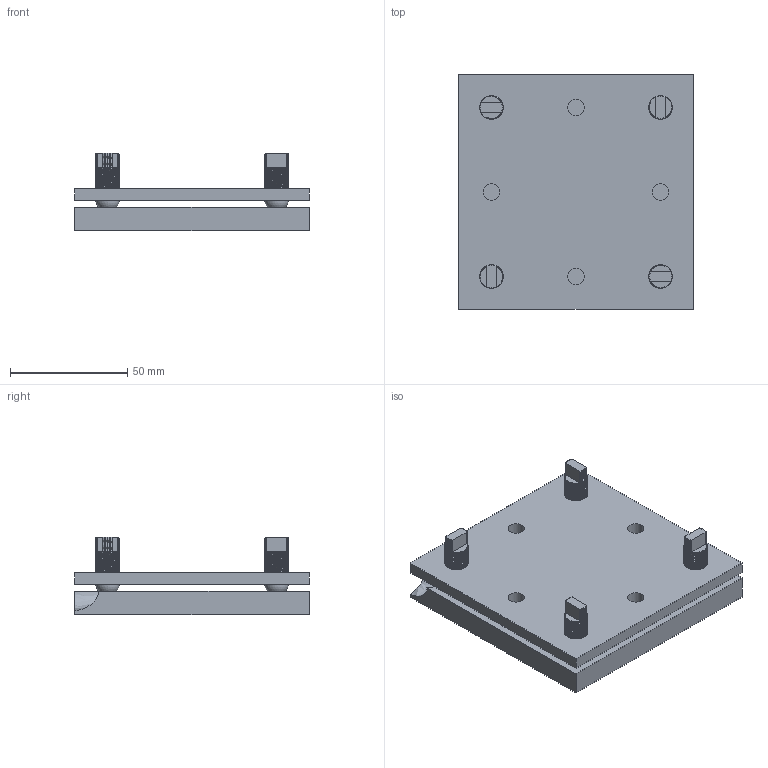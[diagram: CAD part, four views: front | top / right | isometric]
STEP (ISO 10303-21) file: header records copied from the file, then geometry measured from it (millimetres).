
FILE_DESCRIPTION(/* description */ (''),/* implementation_level */ '2;1');
FILE_NAME(/* name */ 'ball mount square.step',/* time_stamp */ '2024-05-04T12:35:39+10:00',/* author */ (''),/* organization */ (''),/* preprocessor_version */ 'ST-DEVELOPER v20',/* originating_system */ 'Autodesk Translation Framework v12.20.1.177',/* authorisation */ '');
FILE_SCHEMA (('AUTOMOTIVE_DESIGN { 1 0 10303 214 3 1 1 }'));
Length unit declared in the file: millimetre
Products named in the file (4): ball mount square; plate; ball; top plate
Assembly tree (6 placements, depth 2):
  ball mount square
    plate
    ball  x4
    top plate
Bounding box: 100 x 100 x 32.82 mm (x, y, z)
Volume: 152135.9 mm3; surface area: 50688.1 mm2
Topology: 6 solids, 6 shells, 673 faces, 1989 edges, 1323 vertices
Faces by surface type: cylinder 432, bspline 200, plane 36, sphere 4, cone 1
Full cylindrical faces by diameter (mm): 7 x4, 9.35 x108, 9.927 x108, 10 x4
Entity records: 13590 total; most frequent: CARTESIAN_POINT 9317, ORIENTED_EDGE 1070, EDGE_CURVE 535, DIRECTION 530, VERTEX_POINT 357, B_SPLINE_CURVE_WITH_KNOTS 318, EDGE_LOOP 200, LINE 192
